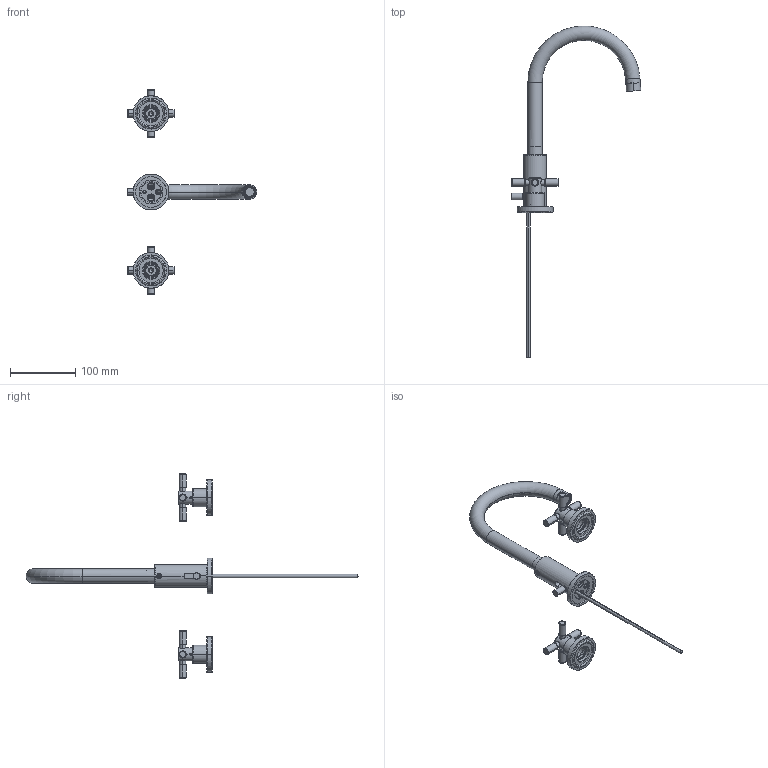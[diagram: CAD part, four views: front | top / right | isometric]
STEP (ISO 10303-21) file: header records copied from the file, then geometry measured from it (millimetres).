
FILE_DESCRIPTION((''),'2;1');
FILE_NAME('95330PGN_ASM','2019-04-03T',('UT'),(''),'PRO/ENGINEER BY PARAMETRIC TECHNOLOGY CORPORATION, 2009300','PRO/ENGINEER BY PARAMETRIC TECHNOLOGY CORPORATION, 2009300','');
FILE_SCHEMA(('CONFIG_CONTROL_DESIGN'));
Length unit declared in the file: millimetre
Products named in the file (16): MB0461; MB0360; AV0122; ACF3472_BOCCA; AC2180; ACF3472_ASM; MB0353; MB0050_AF1; MB2132; AG0227; MB0581; ACF1275_1; ACF1275_2; ACF1275_ASM; AV0104; 95330PGN_ASM
Assembly tree (23 placements, depth 3):
  95330PGN_ASM
    MB0461
    MB0360
    AV0122
    ACF3472_ASM
      ACF3472_BOCCA
      AC2180
    MB0353
    MB0050_AF1
    MB2132  x2
    AG0227  x2
    MB0581  x2
    ACF1275_ASM  x2
      ACF1275_1
      ACF1275_2
    AV0104  x2
Bounding box: 198.35 x 507.95 x 312.4 mm (x, y, z)
Volume: 174355 mm3; surface area: 119958.4 mm2
Topology: 25 solids, 25 shells, 782 faces, 1792 edges, 1091 vertices
Faces by surface type: plane 294, cylinder 234, torus 140, cone 88, revolution 16, bspline 6, sphere 4
Entity records: 14336 total; most frequent: CARTESIAN_POINT 3401, DIRECTION 2432, ORIENTED_EDGE 2092, EDGE_CURVE 1046, AXIS2_PLACEMENT_3D 979, VERTEX_POINT 644, EDGE_LOOP 500, CIRCLE 498
